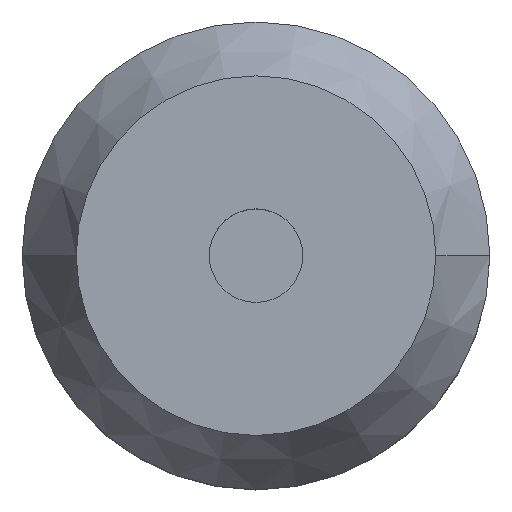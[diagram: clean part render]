
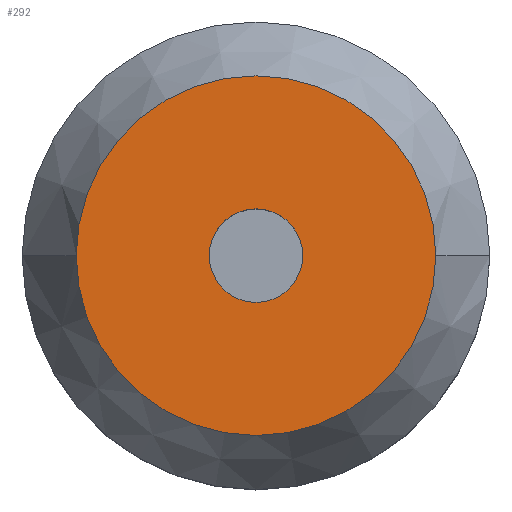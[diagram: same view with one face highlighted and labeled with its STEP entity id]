
A CAD part, top view. The second image highlights one B-rep face of the part: STEP entity #292.
In plain terms, the highlighted planar face has unit normal (0, 0, 1).
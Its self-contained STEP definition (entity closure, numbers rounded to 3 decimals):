
#3 = DIRECTION ( 'NONE',  ( 1., 0., 0. ) ) ;
#7 = DIRECTION ( 'NONE',  ( 0., 0., 1. ) ) ;
#8 = VERTEX_POINT ( 'NONE', #257 ) ;
#13 = CARTESIAN_POINT ( 'NONE',  ( 0., 0., 17. ) ) ;
#31 = CIRCLE ( 'NONE', #438, 9.613 ) ;
#40 = FACE_OUTER_BOUND ( 'NONE', #181, .T. ) ;
#60 = CARTESIAN_POINT ( 'NONE',  ( 0., 0., 17. ) ) ;
#67 = AXIS2_PLACEMENT_3D ( 'NONE', #200, #7, #3 ) ;
#69 = DIRECTION ( 'NONE',  ( 1., 0., 0. ) ) ;
#76 = CARTESIAN_POINT ( 'NONE',  ( -2.5, 0., 17. ) ) ;
#85 = DIRECTION ( 'NONE',  ( 0., 0., 1. ) ) ;
#93 = AXIS2_PLACEMENT_3D ( 'NONE', #191, #277, #512 ) ;
#105 = ORIENTED_EDGE ( 'NONE', *, *, #194, .F. ) ;
#120 = FACE_BOUND ( 'NONE', #486, .T. ) ;
#138 = AXIS2_PLACEMENT_3D ( 'NONE', #347, #158, #69 ) ;
#150 = EDGE_CURVE ( 'NONE', #8, #479, #361, .T. ) ;
#158 = DIRECTION ( 'NONE',  ( 0., 0., 1. ) ) ;
#169 = VERTEX_POINT ( 'NONE', #76 ) ;
#181 = EDGE_LOOP ( 'NONE', ( #189, #238 ) ) ;
#189 = ORIENTED_EDGE ( 'NONE', *, *, #150, .T. ) ;
#191 = CARTESIAN_POINT ( 'NONE',  ( 2.5, 0., 17. ) ) ;
#194 = EDGE_CURVE ( 'NONE', #169, #426, #453, .T. ) ;
#200 = CARTESIAN_POINT ( 'NONE',  ( 0., 0., 17. ) ) ;
#214 = DIRECTION ( 'NONE',  ( 0., 0., 1. ) ) ;
#238 = ORIENTED_EDGE ( 'NONE', *, *, #432, .T. ) ;
#251 = CARTESIAN_POINT ( 'NONE',  ( 2.5, 0., 17. ) ) ;
#252 = CARTESIAN_POINT ( 'NONE',  ( 9.613, 0., 17. ) ) ;
#257 = CARTESIAN_POINT ( 'NONE',  ( -9.613, 0., 17. ) ) ;
#276 = PLANE ( 'NONE',  #93 ) ;
#277 = DIRECTION ( 'NONE',  ( 0., 0., 1. ) ) ;
#292 = ADVANCED_FACE ( 'NONE', ( #40, #120 ), #276, .T. ) ;
#327 = DIRECTION ( 'NONE',  ( 1., 0., 0. ) ) ;
#347 = CARTESIAN_POINT ( 'NONE',  ( 0., 0., 17. ) ) ;
#361 = CIRCLE ( 'NONE', #489, 9.613 ) ;
#380 = EDGE_CURVE ( 'NONE', #426, #169, #463, .T. ) ;
#404 = DIRECTION ( 'NONE',  ( 1., 0., 0. ) ) ;
#426 = VERTEX_POINT ( 'NONE', #251 ) ;
#432 = EDGE_CURVE ( 'NONE', #479, #8, #31, .T. ) ;
#438 = AXIS2_PLACEMENT_3D ( 'NONE', #13, #85, #404 ) ;
#453 = CIRCLE ( 'NONE', #67, 2.5 ) ;
#463 = CIRCLE ( 'NONE', #138, 2.5 ) ;
#479 = VERTEX_POINT ( 'NONE', #252 ) ;
#486 = EDGE_LOOP ( 'NONE', ( #509, #105 ) ) ;
#489 = AXIS2_PLACEMENT_3D ( 'NONE', #60, #214, #327 ) ;
#509 = ORIENTED_EDGE ( 'NONE', *, *, #380, .F. ) ;
#512 = DIRECTION ( 'NONE',  ( 1., 0., 0. ) ) ;
